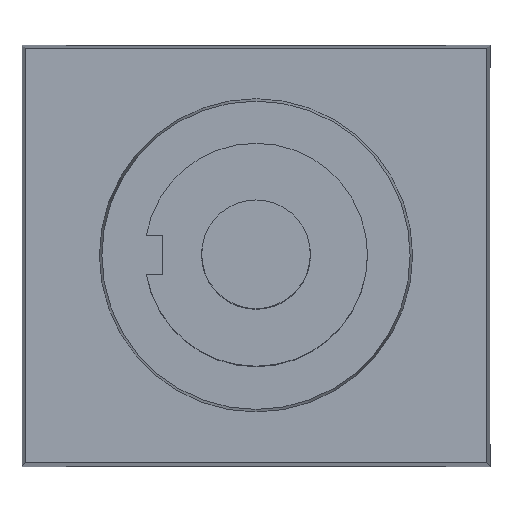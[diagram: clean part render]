
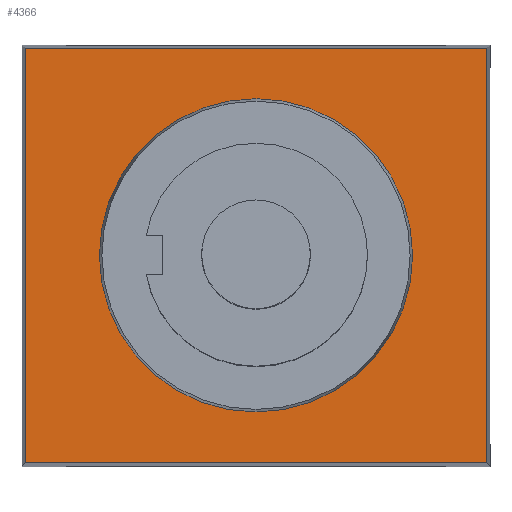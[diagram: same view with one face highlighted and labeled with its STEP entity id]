
A CAD part, top view. The second image highlights one B-rep face of the part: STEP entity #4366.
In plain terms, the highlighted planar face has unit normal (0, 0, 1).
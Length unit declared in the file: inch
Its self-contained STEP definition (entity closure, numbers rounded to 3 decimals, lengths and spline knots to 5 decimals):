
#3785=CARTESIAN_POINT('',(-0.16732,0.,0.40945));
#3786=VERTEX_POINT('',#3785);
#3787=CARTESIAN_POINT('',(0.,0.,0.40945));
#3788=DIRECTION('',(0.0,0.0,-1.0));
#3789=DIRECTION('',(1.0,0.0,0.0));
#3790=AXIS2_PLACEMENT_3D('',#3787,#3788,#3789);
#3791=CIRCLE('',#3790,0.16732);
#3792=EDGE_CURVE('',#3786,#3786,#3791,.T.);
#4160=CARTESIAN_POINT('',(-0.24643,-0.22143,0.40945));
#4161=VERTEX_POINT('',#4160);
#4168=CARTESIAN_POINT('',(-0.24643,0.22143,0.40945));
#4169=VERTEX_POINT('',#4168);
#4170=CARTESIAN_POINT('',(-0.24643,-0.22143,0.40945));
#4171=DIRECTION('',(0.0,1.0,0.0));
#4172=VECTOR('',#4171,0.44285);
#4173=LINE('',#4170,#4172);
#4174=EDGE_CURVE('',#4161,#4169,#4173,.T.);
#4284=CARTESIAN_POINT('',(0.24643,-0.22143,0.40945));
#4285=VERTEX_POINT('',#4284);
#4292=CARTESIAN_POINT('',(0.24643,-0.22143,0.40945));
#4293=DIRECTION('',(-1.0,0.0,0.0));
#4294=VECTOR('',#4293,0.49285);
#4295=LINE('',#4292,#4294);
#4296=EDGE_CURVE('',#4285,#4161,#4295,.T.);
#4311=CARTESIAN_POINT('',(0.24643,0.22143,0.40945));
#4312=VERTEX_POINT('',#4311);
#4313=CARTESIAN_POINT('',(-0.24643,0.22143,0.40945));
#4314=DIRECTION('',(1.0,0.0,0.0));
#4315=VECTOR('',#4314,0.49285);
#4316=LINE('',#4313,#4315);
#4317=EDGE_CURVE('',#4169,#4312,#4316,.T.);
#4339=CARTESIAN_POINT('',(0.24643,0.22143,0.40945));
#4340=DIRECTION('',(0.0,-1.0,0.0));
#4341=VECTOR('',#4340,0.44285);
#4342=LINE('',#4339,#4341);
#4343=EDGE_CURVE('',#4312,#4285,#4342,.T.);
#4352=CARTESIAN_POINT('',(-0.27107,-0.24357,0.40945));
#4353=DIRECTION('',(0.0,0.0,1.0));
#4354=DIRECTION('',(1.0,0.0,0.0));
#4355=AXIS2_PLACEMENT_3D('',#4352,#4353,#4354);
#4356=PLANE('',#4355);
#4357=ORIENTED_EDGE('',*,*,#4174,.F.);
#4358=ORIENTED_EDGE('',*,*,#4296,.F.);
#4359=ORIENTED_EDGE('',*,*,#4343,.F.);
#4360=ORIENTED_EDGE('',*,*,#4317,.F.);
#4361=EDGE_LOOP('',(#4357,#4358,#4359,#4360));
#4362=FACE_OUTER_BOUND('',#4361,.T.);
#4363=ORIENTED_EDGE('',*,*,#3792,.T.);
#4364=EDGE_LOOP('',(#4363));
#4365=FACE_BOUND('',#4364,.T.);
#4366=ADVANCED_FACE('',(#4362,#4365),#4356,.T.);
